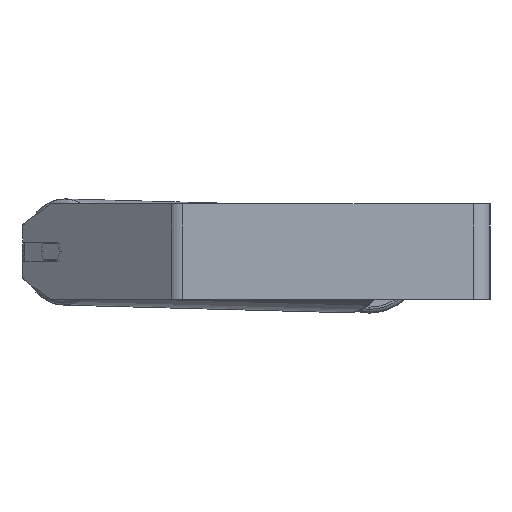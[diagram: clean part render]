
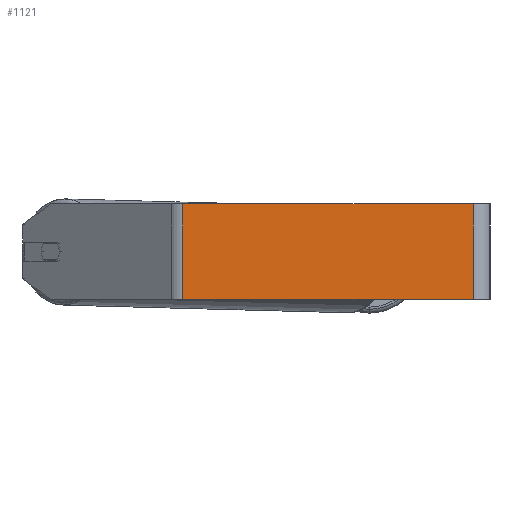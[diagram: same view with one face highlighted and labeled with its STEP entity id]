
A CAD part, left-side view. The second image highlights one B-rep face of the part: STEP entity #1121.
In plain terms, the highlighted planar face has unit normal (-1, 0, 0).
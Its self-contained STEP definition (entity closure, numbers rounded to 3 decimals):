
#240 = VECTOR ( 'NONE', #2059, 1000. ) ;
#413 = CARTESIAN_POINT ( 'NONE',  ( -620., 257.557, -40. ) ) ;
#707 = VERTEX_POINT ( 'NONE', #5167 ) ;
#965 = LINE ( 'NONE', #3669, #4419 ) ;
#1063 = VERTEX_POINT ( 'NONE', #1846 ) ;
#1121 = ADVANCED_FACE ( 'NONE', ( #7984 ), #5808, .F. ) ;
#1187 = LINE ( 'NONE', #3860, #7431 ) ;
#1431 = LINE ( 'NONE', #4871, #240 ) ;
#1846 = CARTESIAN_POINT ( 'NONE',  ( -620., 257.557, 40. ) ) ;
#2059 = DIRECTION ( 'NONE',  ( 0., -1., 0. ) ) ;
#2431 = LINE ( 'NONE', #7231, #2565 ) ;
#2565 = VECTOR ( 'NONE', #5906, 1000. ) ;
#2829 = ORIENTED_EDGE ( 'NONE', *, *, #8014, .T. ) ;
#2992 = EDGE_CURVE ( 'NONE', #707, #6179, #2431, .T. ) ;
#3137 = DIRECTION ( 'NONE',  ( 1., 0., 0. ) ) ;
#3193 = EDGE_CURVE ( 'NONE', #1063, #3930, #965, .T. ) ;
#3669 = CARTESIAN_POINT ( 'NONE',  ( -620., 257.557, 40. ) ) ;
#3860 = CARTESIAN_POINT ( 'NONE',  ( -620., 262.653, 40. ) ) ;
#3899 = ORIENTED_EDGE ( 'NONE', *, *, #3193, .T. ) ;
#3902 = ORIENTED_EDGE ( 'NONE', *, *, #5090, .F. ) ;
#3930 = VERTEX_POINT ( 'NONE', #413 ) ;
#4419 = VECTOR ( 'NONE', #5092, 1000. ) ;
#4473 = CARTESIAN_POINT ( 'NONE',  ( -620., 262.653, 40. ) ) ;
#4871 = CARTESIAN_POINT ( 'NONE',  ( -620., 262.653, -40. ) ) ;
#5075 = DIRECTION ( 'NONE',  ( 0., -1., 0. ) ) ;
#5090 = EDGE_CURVE ( 'NONE', #1063, #707, #1187, .T. ) ;
#5092 = DIRECTION ( 'NONE',  ( 0., 0., -1. ) ) ;
#5167 = CARTESIAN_POINT ( 'NONE',  ( -620., 14., 40. ) ) ;
#5530 = AXIS2_PLACEMENT_3D ( 'NONE', #4473, #3137, #6477 ) ;
#5632 = ORIENTED_EDGE ( 'NONE', *, *, #2992, .F. ) ;
#5808 = PLANE ( 'NONE',  #5530 ) ;
#5906 = DIRECTION ( 'NONE',  ( 0., 0., -1. ) ) ;
#6179 = VERTEX_POINT ( 'NONE', #6941 ) ;
#6477 = DIRECTION ( 'NONE',  ( 0., 0., -1. ) ) ;
#6941 = CARTESIAN_POINT ( 'NONE',  ( -620., 14., -40. ) ) ;
#7231 = CARTESIAN_POINT ( 'NONE',  ( -620., 14., 40. ) ) ;
#7431 = VECTOR ( 'NONE', #5075, 1000. ) ;
#7984 = FACE_OUTER_BOUND ( 'NONE', #8381, .T. ) ;
#8014 = EDGE_CURVE ( 'NONE', #3930, #6179, #1431, .T. ) ;
#8381 = EDGE_LOOP ( 'NONE', ( #2829, #5632, #3902, #3899 ) ) ;
